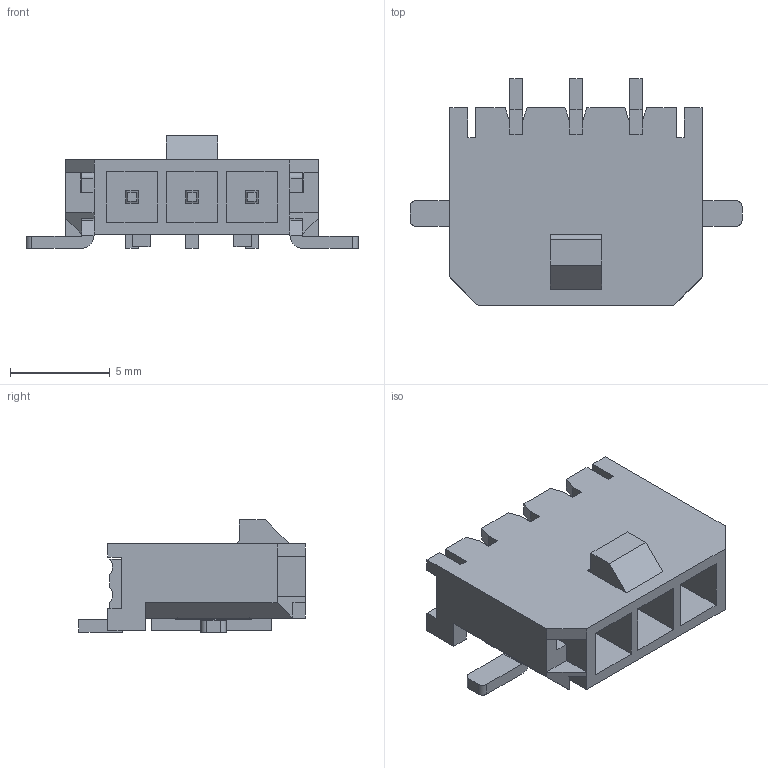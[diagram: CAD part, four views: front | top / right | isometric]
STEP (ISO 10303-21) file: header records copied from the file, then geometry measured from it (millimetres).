
FILE_DESCRIPTION( ( 'Unknown' ), '1' );
FILE_NAME( '662103145021.stp', 'Unknown', ( 'Unknown' ), ( 'Unknown' ), 'PSStep 15.0.49', 'Unknown', ' ' );
FILE_SCHEMA( ( 'AUTOMOTIVE_DESIGN { 1 0 10303 214 1 1 1 1 }' ) );
Length unit declared in the file: millimetre
Products named in the file (4): Assem1; 662103145021; 6621xx145021_PIN; 6621xx145021_MASSE
Assembly tree (6 placements, depth 2):
  Assem1
    662103145021
    6621xx145021_PIN  x3
    6621xx145021_MASSE  x2
Bounding box: 16.65 x 11.35 x 5.64 mm (x, y, z)
Volume: 320 mm3; surface area: 923.2 mm2
Topology: 6 solids, 6 shells, 271 faces, 750 edges, 486 vertices
Faces by surface type: plane 256, cylinder 15
Full cylindrical faces by diameter (mm): 0.8 x2
Entity records: 8048 total; most frequent: CARTESIAN_POINT 1141, ORIENTED_EDGE 1132, DIRECTION 996, EDGE_CURVE 566, LINE 550, VECTOR 550, VERTEX_POINT 368, AXIS2_PLACEMENT_3D 223
